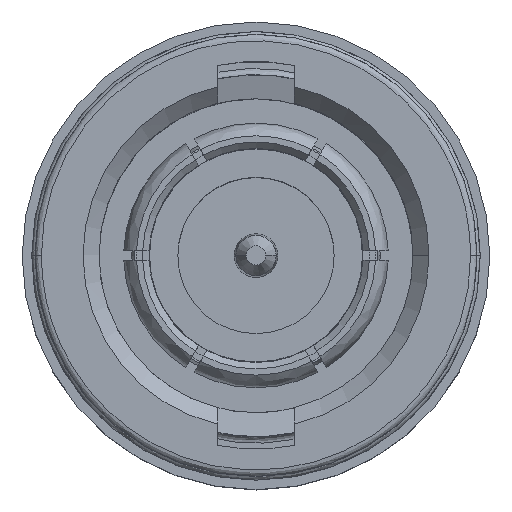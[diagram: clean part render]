
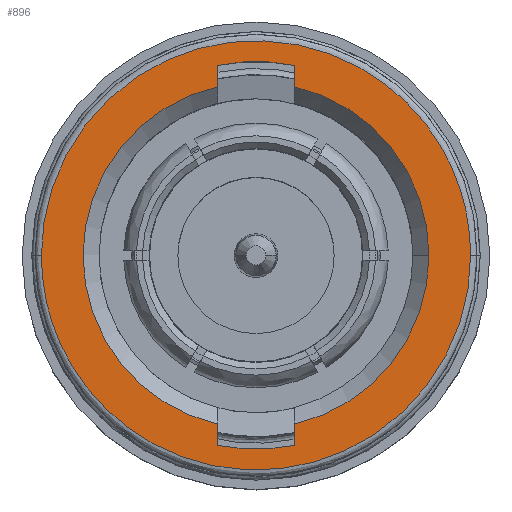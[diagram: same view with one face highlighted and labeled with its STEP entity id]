
A CAD part, top view. The second image highlights one B-rep face of the part: STEP entity #896.
In plain terms, the highlighted planar face has unit normal (0, 0, 1).
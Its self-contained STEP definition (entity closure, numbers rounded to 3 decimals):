
#142 = AXIS2_PLACEMENT_3D ( 'NONE', #5203, #1153, #5871 ) ;
#153 = VECTOR ( 'NONE', #7266, 1000. ) ;
#238 = EDGE_LOOP ( 'NONE', ( #4083, #6702 ) ) ;
#404 = VERTEX_POINT ( 'NONE', #4948 ) ;
#413 = CARTESIAN_POINT ( 'NONE',  ( -6.7, 0., 0.85 ) ) ;
#419 = CIRCLE ( 'NONE', #6138, 5.4 ) ;
#516 = EDGE_CURVE ( 'NONE', #7516, #7779, #3803, .T. ) ;
#522 = FACE_OUTER_BOUND ( 'NONE', #238, .T. ) ;
#621 = EDGE_CURVE ( 'NONE', #2958, #6408, #419, .T. ) ;
#817 =( BOUNDED_CURVE ( )  B_SPLINE_CURVE ( 3, ( #1763, #1073, #7791, #6468 ),
 .UNSPECIFIED., .F., .T. ) 
 B_SPLINE_CURVE_WITH_KNOTS ( ( 4, 4 ),
 ( 0., 1. ),
 .UNSPECIFIED. ) 
 CURVE ( )  GEOMETRIC_REPRESENTATION_ITEM ( )  RATIONAL_B_SPLINE_CURVE ( ( 1., 0.333, 0.333, 1. ) ) 
 REPRESENTATION_ITEM ( '' )  );
#896 = ADVANCED_FACE ( 'NONE', ( #7494, #522 ), #6112, .F. ) ;
#960 = EDGE_CURVE ( 'NONE', #6977, #8681, #817, .T. ) ;
#1073 = CARTESIAN_POINT ( 'NONE',  ( 6.7, -13.4, 0.85 ) ) ;
#1153 = DIRECTION ( 'NONE',  ( 0., 0., -1. ) ) ;
#1263 = VERTEX_POINT ( 'NONE', #3926 ) ;
#1342 = DIRECTION ( 'NONE',  ( 0., 1., 0. ) ) ;
#1371 =( BOUNDED_CURVE ( )  B_SPLINE_CURVE ( 3, ( #2555, #5893, #3239, #7961 ),
 .UNSPECIFIED., .F., .T. ) 
 B_SPLINE_CURVE_WITH_KNOTS ( ( 4, 4 ),
 ( 0., 1. ),
 .UNSPECIFIED. ) 
 CURVE ( )  GEOMETRIC_REPRESENTATION_ITEM ( )  RATIONAL_B_SPLINE_CURVE ( ( 1., 0.333, 0.333, 1. ) ) 
 REPRESENTATION_ITEM ( '' )  );
#1565 = ORIENTED_EDGE ( 'NONE', *, *, #516, .F. ) ;
#1670 = CARTESIAN_POINT ( 'NONE',  ( 1.2, 5.265, 0.85 ) ) ;
#1763 = CARTESIAN_POINT ( 'NONE',  ( 6.7, 0., 0.85 ) ) ;
#1874 = DIRECTION ( 'NONE',  ( 0., -1., 0. ) ) ;
#1890 = CARTESIAN_POINT ( 'NONE',  ( 0., 0., 0.85 ) ) ;
#2046 = EDGE_CURVE ( 'NONE', #404, #1263, #5113, .T. ) ;
#2088 = CARTESIAN_POINT ( 'NONE',  ( 0., 0., 0.85 ) ) ;
#2127 = AXIS2_PLACEMENT_3D ( 'NONE', #7019, #2996, #7707 ) ;
#2159 = EDGE_CURVE ( 'NONE', #7516, #5151, #4373, .T. ) ;
#2184 = CARTESIAN_POINT ( 'NONE',  ( 0., 0., 0.85 ) ) ;
#2229 = VERTEX_POINT ( 'NONE', #7233 ) ;
#2241 = CARTESIAN_POINT ( 'NONE',  ( 1.2, -5.265, 0.85 ) ) ;
#2260 = EDGE_CURVE ( 'NONE', #5151, #5472, #8711, .T. ) ;
#2304 = CARTESIAN_POINT ( 'NONE',  ( 1.2, 5.93, 0.85 ) ) ;
#2356 = CARTESIAN_POINT ( 'NONE',  ( 6.7, 0., 0.85 ) ) ;
#2466 = DIRECTION ( 'NONE',  ( 0., 0., -1. ) ) ;
#2482 = AXIS2_PLACEMENT_3D ( 'NONE', #2088, #6800, #2782 ) ;
#2546 = ORIENTED_EDGE ( 'NONE', *, *, #2260, .T. ) ;
#2555 = CARTESIAN_POINT ( 'NONE',  ( -6.7, 0., 0.85 ) ) ;
#2583 = DIRECTION ( 'NONE',  ( 1., 0., 0. ) ) ;
#2782 = DIRECTION ( 'NONE',  ( -1., 0., 0. ) ) ;
#2819 = DIRECTION ( 'NONE',  ( 0., -1., 0. ) ) ;
#2877 = DIRECTION ( 'NONE',  ( 1., 0., 0. ) ) ;
#2958 = VERTEX_POINT ( 'NONE', #2241 ) ;
#2996 = DIRECTION ( 'NONE',  ( 0., 0., 1. ) ) ;
#3239 = CARTESIAN_POINT ( 'NONE',  ( 6.7, 13.4, 0.85 ) ) ;
#3243 = CARTESIAN_POINT ( 'NONE',  ( 1.2, 4.751, 0.85 ) ) ;
#3359 = ORIENTED_EDGE ( 'NONE', *, *, #621, .F. ) ;
#3803 = LINE ( 'NONE', #5483, #7397 ) ;
#3845 = CIRCLE ( 'NONE', #7230, 5.4 ) ;
#3908 = EDGE_CURVE ( 'NONE', #2229, #2958, #5417, .T. ) ;
#3926 = CARTESIAN_POINT ( 'NONE',  ( -1.2, -5.93, 0.85 ) ) ;
#4083 = ORIENTED_EDGE ( 'NONE', *, *, #7361, .F. ) ;
#4188 = EDGE_CURVE ( 'NONE', #2229, #1263, #6332, .T. ) ;
#4373 = CIRCLE ( 'NONE', #5146, 6.05 ) ;
#4454 = CARTESIAN_POINT ( 'NONE',  ( -1.2, 5.265, 0.85 ) ) ;
#4569 = ORIENTED_EDGE ( 'NONE', *, *, #2159, .T. ) ;
#4948 = CARTESIAN_POINT ( 'NONE',  ( -1.2, -5.265, 0.85 ) ) ;
#5113 = LINE ( 'NONE', #7997, #8492 ) ;
#5146 = AXIS2_PLACEMENT_3D ( 'NONE', #6476, #2466, #7172 ) ;
#5151 = VERTEX_POINT ( 'NONE', #2304 ) ;
#5203 = CARTESIAN_POINT ( 'NONE',  ( 0., 0., 0.85 ) ) ;
#5417 = LINE ( 'NONE', #6050, #7205 ) ;
#5472 = VERTEX_POINT ( 'NONE', #1670 ) ;
#5483 = CARTESIAN_POINT ( 'NONE',  ( -1.2, 0., 0.85 ) ) ;
#5558 = CARTESIAN_POINT ( 'NONE',  ( 5.4, 0., 0.85 ) ) ;
#5866 = ORIENTED_EDGE ( 'NONE', *, *, #6725, .T. ) ;
#5871 = DIRECTION ( 'NONE',  ( 1., 0., 0. ) ) ;
#5893 = CARTESIAN_POINT ( 'NONE',  ( -6.7, 13.4, 0.85 ) ) ;
#5980 = ORIENTED_EDGE ( 'NONE', *, *, #4188, .T. ) ;
#6050 = CARTESIAN_POINT ( 'NONE',  ( 1.2, 0., 0.85 ) ) ;
#6112 = PLANE ( 'NONE',  #2482 ) ;
#6138 = AXIS2_PLACEMENT_3D ( 'NONE', #2184, #6893, #2877 ) ;
#6332 = CIRCLE ( 'NONE', #142, 6.05 ) ;
#6408 = VERTEX_POINT ( 'NONE', #5558 ) ;
#6427 = ORIENTED_EDGE ( 'NONE', *, *, #8366, .F. ) ;
#6468 = CARTESIAN_POINT ( 'NONE',  ( -6.7, 0., 0.85 ) ) ;
#6476 = CARTESIAN_POINT ( 'NONE',  ( 0., 0., 0.85 ) ) ;
#6591 = DIRECTION ( 'NONE',  ( 0., 0., -1. ) ) ;
#6660 = CIRCLE ( 'NONE', #2127, 5.4 ) ;
#6702 = ORIENTED_EDGE ( 'NONE', *, *, #960, .F. ) ;
#6725 = EDGE_CURVE ( 'NONE', #404, #7779, #3845, .T. ) ;
#6800 = DIRECTION ( 'NONE',  ( 0., 0., -1. ) ) ;
#6893 = DIRECTION ( 'NONE',  ( 0., 0., 1. ) ) ;
#6977 = VERTEX_POINT ( 'NONE', #2356 ) ;
#7019 = CARTESIAN_POINT ( 'NONE',  ( 0., 0., 0.85 ) ) ;
#7172 = DIRECTION ( 'NONE',  ( 1., 0., 0. ) ) ;
#7205 = VECTOR ( 'NONE', #1342, 1000. ) ;
#7230 = AXIS2_PLACEMENT_3D ( 'NONE', #1890, #6591, #2583 ) ;
#7233 = CARTESIAN_POINT ( 'NONE',  ( 1.2, -5.93, 0.85 ) ) ;
#7266 = DIRECTION ( 'NONE',  ( 0., -1., 0. ) ) ;
#7361 = EDGE_CURVE ( 'NONE', #8681, #6977, #1371, .T. ) ;
#7397 = VECTOR ( 'NONE', #2819, 1000. ) ;
#7494 = FACE_BOUND ( 'NONE', #8210, .T. ) ;
#7495 = CARTESIAN_POINT ( 'NONE',  ( -1.2, 5.93, 0.85 ) ) ;
#7516 = VERTEX_POINT ( 'NONE', #7495 ) ;
#7561 = ORIENTED_EDGE ( 'NONE', *, *, #3908, .F. ) ;
#7707 = DIRECTION ( 'NONE',  ( 1., 0., 0. ) ) ;
#7779 = VERTEX_POINT ( 'NONE', #4454 ) ;
#7791 = CARTESIAN_POINT ( 'NONE',  ( -6.7, -13.4, 0.85 ) ) ;
#7828 = ORIENTED_EDGE ( 'NONE', *, *, #2046, .F. ) ;
#7961 = CARTESIAN_POINT ( 'NONE',  ( 6.7, 0., 0.85 ) ) ;
#7997 = CARTESIAN_POINT ( 'NONE',  ( -1.2, 0., 0.85 ) ) ;
#8210 = EDGE_LOOP ( 'NONE', ( #2546, #6427, #3359, #7561, #5980, #7828, #5866, #1565, #4569 ) ) ;
#8366 = EDGE_CURVE ( 'NONE', #6408, #5472, #6660, .T. ) ;
#8492 = VECTOR ( 'NONE', #1874, 1000. ) ;
#8681 = VERTEX_POINT ( 'NONE', #413 ) ;
#8711 = LINE ( 'NONE', #3243, #153 ) ;
